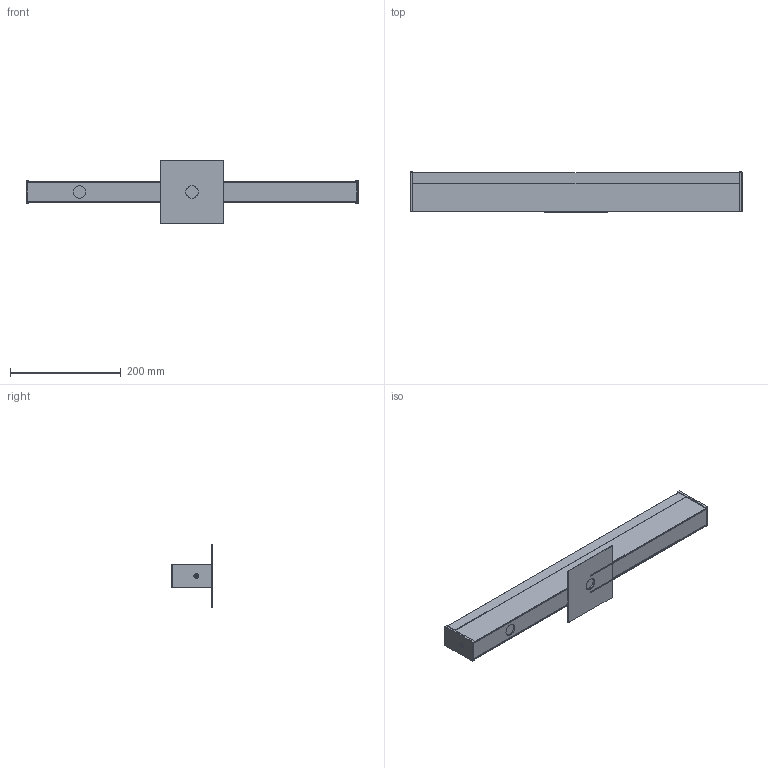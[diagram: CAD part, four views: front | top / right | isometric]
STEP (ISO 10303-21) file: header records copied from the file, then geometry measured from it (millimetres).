
FILE_DESCRIPTION (( 'STEP AP214' ), '1' );
FILE_NAME ('RDLB2S.STEP', '2016-04-05T19:39:46', ( '' ), ( '' ), 'SwSTEP 2.0', 'SolidWorks 2012', '' );
FILE_SCHEMA (( 'AUTOMOTIVE_DESIGN' ));
Length unit declared in the file: inch
Products named in the file (1): RDLB2S
Bounding box: 600.44 x 72.57 x 114.3 mm (x, y, z)
Surface area: 173853.5 mm2 (no closed solid volume)
Topology: 0 solids, 7 shells, 88 faces, 282 edges, 200 vertices
Faces by surface type: plane 48, cylinder 32, torus 4, cone 4
Entity records: 4219 total; most frequent: CARTESIAN_POINT 691, DIRECTION 492, ORIENTED_EDGE 428, EDGE_CURVE 282, VERTEX_POINT 200, LINE 170, VECTOR 170, AXIS2_PLACEMENT_3D 161
